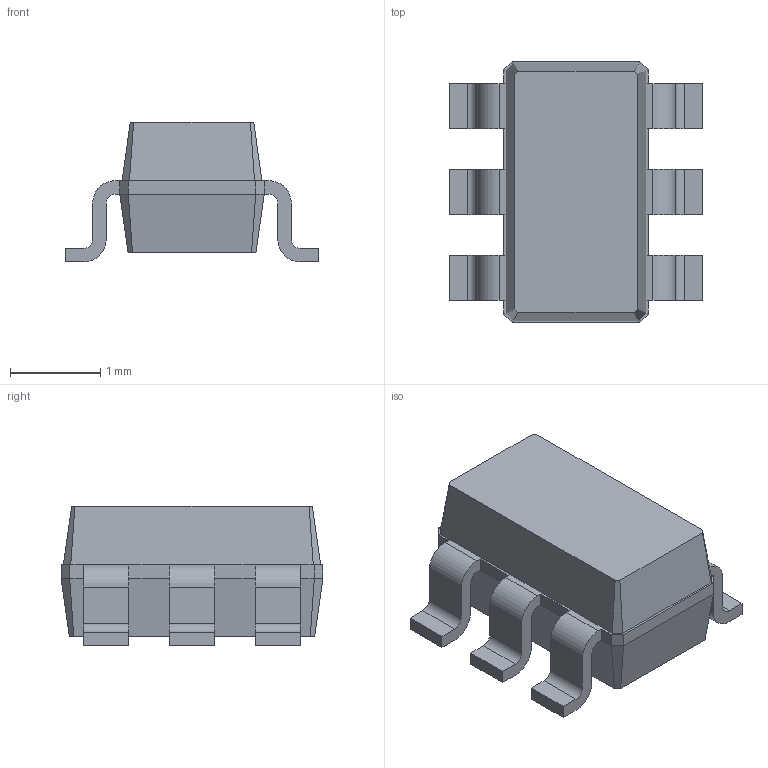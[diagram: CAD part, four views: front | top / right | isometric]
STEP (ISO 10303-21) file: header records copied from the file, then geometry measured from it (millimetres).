
FILE_DESCRIPTION(/* description */ ('model of SOT-23-6'),/* implementation_level */ '2;1');
FILE_NAME(/* name */ 'SOT-23-6.step',/* time_stamp */ '2017-12-18T01:05:21',/* author */ ('kicad StepUp','ksu'),/* organization */ ('FreeCAD'),/* preprocessor_version */ 'OCC',/* originating_system */ 'kicad StepUp',/* authorisation */ '');
FILE_SCHEMA(('AUTOMOTIVE_DESIGN { 1 0 10303 214 1 1 1 1 }'));
Length unit declared in the file: millimetre
Products named in the file (1): SOT_23_6
Bounding box: 2.8 x 2.9 x 1.55 mm (x, y, z)
Volume: 6.6 mm3; surface area: 29.4 mm2
Topology: 1 solids, 1 shells, 124 faces, 318 edges, 196 vertices
Faces by surface type: plane 70, bspline 30, cylinder 24
Entity records: 2408 total; most frequent: ORIENTED_EDGE 556, EDGE_CURVE 318, CARTESIAN_POINT 257, VERTEX_POINT 196, LINE 196, AXIS2_PLACEMENT_3D 128, ADVANCED_FACE 124, FACE_BOUND 124
